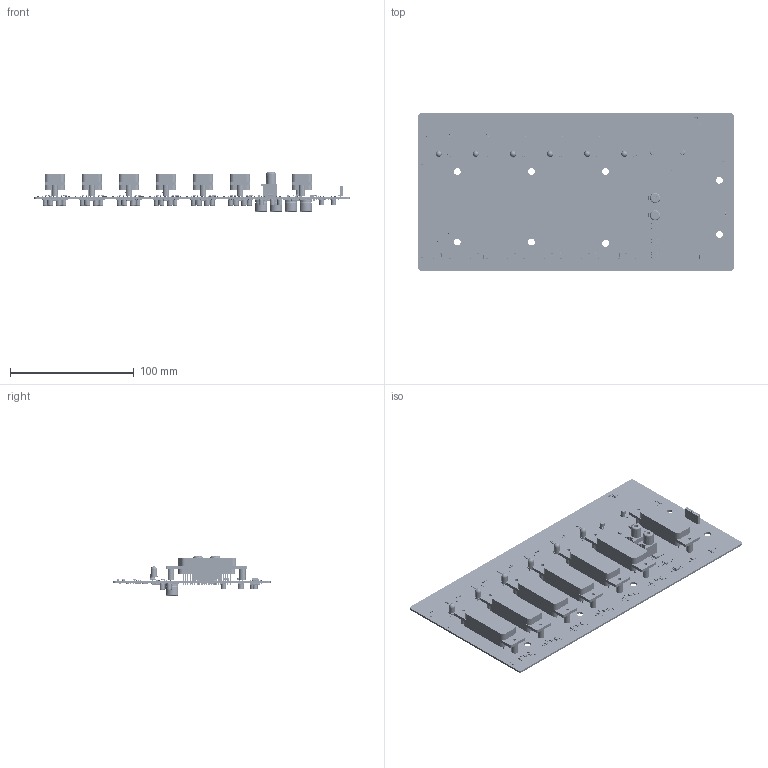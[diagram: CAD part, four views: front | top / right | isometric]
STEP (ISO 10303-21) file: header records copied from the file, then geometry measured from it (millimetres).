
FILE_DESCRIPTION(('KiCad electronic assembly'),'2;1');
FILE_NAME('SCART_switcher.step','2025-02-23T17:19:43',('Pcbnew'),( 'Kicad'),'Open CASCADE STEP processor 7.8','KiCad to STEP converter' ,'Unknown');
FILE_SCHEMA(('AUTOMOTIVE_DESIGN { 1 0 10303 214 1 1 1 1 }'));
Length unit declared in the file: millimetre
Products named in the file (105): SCART_switcher 1; R_0805_2012Metric; D_SOD-123F; D_SOD_123F; SOT-23; SOT_23; C_1206_3216Metric; SOT-353_SC-70-5; SOT_353_SC_70_5; SOT-23-5; SOT_23_5; C_0603_1608Metric; SOIC-8_3.9x4.9mm_P1.27mm; SOIC_8_39x49mm_P127mm; LED_D5.0mm; SCART connector with m holes (female)-Body; Body; SOT-23-3; CP_Elec_4x5.4; CP_Elec_4x54; CUI_DEVICES_RCJ-051; FACE; PinSocket_1x06_P2.54mm_Vertical; R_1210_3225Metric; CP_Elec_4x5.8; CP_Elec_4x58; SOT-363_SC-70-6; SOT_363_SC_70_6; CP_Elec_10x10.5; CP_Elec_10x105; SC-59; SC_59; CP_Elec_5x5.4; CP_Elec_5x54; C_0805_2012Metric; SOIC-14_3.9x8.7mm_P1.27mm; SOIC_14_39x87mm_P127mm; SCART_switcher_PCB
Assembly tree (677 placements, depth 3):
  SCART_switcher 1
    R_0805_2012Metric  x219
      R_0805_2012Metric
    D_SOD-123F  x43
      D_SOD_123F
    SOT-23  x28
      SOT_23
    C_1206_3216Metric  x4
      C_1206_3216Metric
    SOT-353_SC-70-5  x38
      SOT_353_SC_70_5
    SOT-23-5
      SOT_23_5
    C_0603_1608Metric  x88
      C_0603_1608Metric
    SOIC-8_3.9x4.9mm_P1.27mm  x3
      SOIC_8_39x49mm_P127mm
    LED_D5.0mm  x6
      LED_D5.0mm
    SCART connector with m holes (female)-Body  x7
      Body
    SOT-23-3  x2
      SOT-23-3
    CP_Elec_4x5.4  x11
      CP_Elec_4x54
    CUI_DEVICES_RCJ-051  x2
      FACE
      FACE
      FACE
      FACE
      FACE
      FACE
      FACE
      FACE
      FACE
      FACE
      FACE
      FACE
      FACE
      FACE
      FACE
      FACE
      FACE
      FACE
      FACE
      FACE
      FACE
      FACE
      FACE
      FACE
      FACE
      FACE
      FACE
      FACE
      FACE
      FACE
      FACE
      FACE
      FACE
      FACE
Bounding box: 255 x 127 x 31.71 mm (x, y, z)
Volume: 137692.4 mm3; surface area: 119280.4 mm2
Topology: 594 solids, 714 shells, 28378 faces, 71830 edges, 45261 vertices
Faces by surface type: plane 16893, cylinder 6841, bspline 4363, torus 204, revolution 71, sphere 6
Full cylindrical faces by diameter (mm): 0.6 x12, 0.9 x12, 1 x6, 1.3 x147, 2.5 x28, 4 x70, 4.9 x6, 5 x24, 5.1 x14, 5.5 x8, 10 x8
Entity records: 77403 total; most frequent: CARTESIAN_POINT 13616, DIRECTION 10186, ORIENTED_EDGE 9835, EDGE_CURVE 5199, LINE 3614, VECTOR 3614, VERTEX_POINT 3487, AXIS2_PLACEMENT_3D 3279
